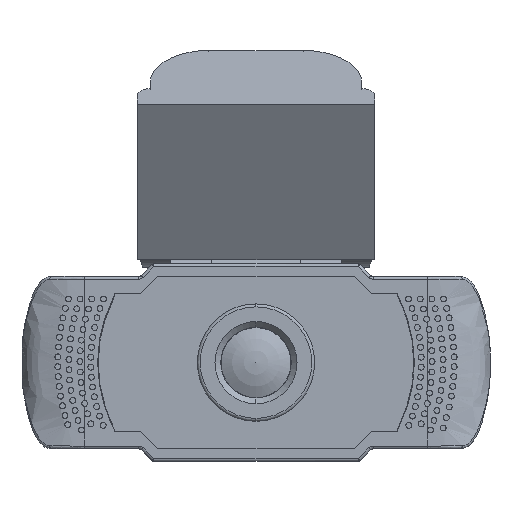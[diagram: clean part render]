
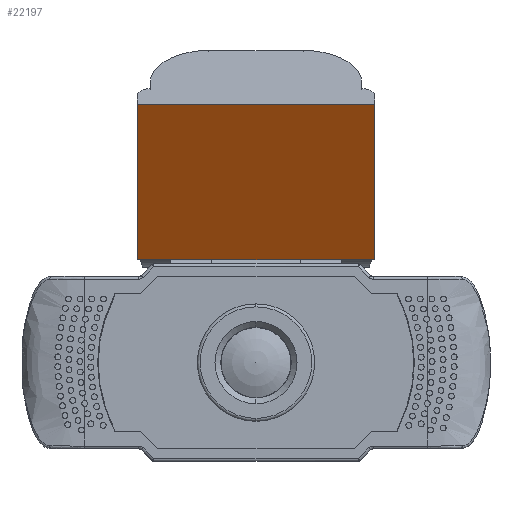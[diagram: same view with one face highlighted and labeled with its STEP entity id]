
A CAD part, front view. The second image highlights one B-rep face of the part: STEP entity #22197.
In plain terms, the highlighted face is planar.
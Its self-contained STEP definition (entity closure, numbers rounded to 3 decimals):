
#1199 = DIRECTION ( 'NONE',  ( -1., 0., 0. ) ) ;
#1362 = CARTESIAN_POINT ( 'NONE',  ( -20.25, 4.5, 6.987 ) ) ;
#1377 = CARTESIAN_POINT ( 'NONE',  ( 20.25, 4.5, 6.987 ) ) ;
#1770 = ORIENTED_EDGE ( 'NONE', *, *, #6106, .F. ) ;
#1871 = DIRECTION ( 'NONE',  ( 0., 1., 0. ) ) ;
#2060 = EDGE_CURVE ( 'NONE', #5427, #9161, #13647, .T. ) ;
#3624 = LINE ( 'NONE', #6123, #6096 ) ;
#3701 = VERTEX_POINT ( 'NONE', #1377 ) ;
#4813 = AXIS2_PLACEMENT_3D ( 'NONE', #7576, #5569, #21793 ) ;
#5427 = VERTEX_POINT ( 'NONE', #24023 ) ;
#5569 = DIRECTION ( 'NONE',  ( 0., 0., 1. ) ) ;
#5847 = ORIENTED_EDGE ( 'NONE', *, *, #13461, .T. ) ;
#6096 = VECTOR ( 'NONE', #1871, 1000. ) ;
#6106 = EDGE_CURVE ( 'NONE', #10918, #25453, #8419, .T. ) ;
#6123 = CARTESIAN_POINT ( 'NONE',  ( -20.25, -43.923, 6.987 ) ) ;
#6306 = EDGE_CURVE ( 'NONE', #18942, #5427, #3624, .T. ) ;
#6582 = LINE ( 'NONE', #1362, #12891 ) ;
#6840 = ORIENTED_EDGE ( 'NONE', *, *, #2060, .F. ) ;
#6908 = LINE ( 'NONE', #15169, #20175 ) ;
#7576 = CARTESIAN_POINT ( 'NONE',  ( 0., -43.923, 6.987 ) ) ;
#7628 = EDGE_CURVE ( 'NONE', #3701, #10918, #6908, .T. ) ;
#8153 = LINE ( 'NONE', #12141, #11623 ) ;
#8419 = LINE ( 'NONE', #22635, #12067 ) ;
#9161 = VERTEX_POINT ( 'NONE', #20822 ) ;
#10918 = VERTEX_POINT ( 'NONE', #16175 ) ;
#11623 = VECTOR ( 'NONE', #26115, 1000. ) ;
#11768 = DIRECTION ( 'NONE',  ( 1., 0., 0. ) ) ;
#12067 = VECTOR ( 'NONE', #22501, 1000. ) ;
#12141 = CARTESIAN_POINT ( 'NONE',  ( 20.25, -43.923, 6.987 ) ) ;
#12443 = ORIENTED_EDGE ( 'NONE', *, *, #7628, .F. ) ;
#12891 = VECTOR ( 'NONE', #22802, 1000. ) ;
#13461 = EDGE_CURVE ( 'NONE', #3701, #9161, #8153, .T. ) ;
#13647 = LINE ( 'NONE', #26254, #25137 ) ;
#14858 = EDGE_CURVE ( 'NONE', #25453, #18942, #6582, .T. ) ;
#15169 = CARTESIAN_POINT ( 'NONE',  ( -20.25, 4.5, 6.987 ) ) ;
#15810 = FACE_OUTER_BOUND ( 'NONE', #21739, .T. ) ;
#16175 = CARTESIAN_POINT ( 'NONE',  ( 7.5, 4.5, 6.987 ) ) ;
#17214 = ORIENTED_EDGE ( 'NONE', *, *, #14858, .F. ) ;
#17407 = PLANE ( 'NONE',  #4813 ) ;
#18942 = VERTEX_POINT ( 'NONE', #26328 ) ;
#20175 = VECTOR ( 'NONE', #1199, 1000. ) ;
#20286 = CARTESIAN_POINT ( 'NONE',  ( -7.5, 4.5, 6.987 ) ) ;
#20822 = CARTESIAN_POINT ( 'NONE',  ( 20.25, 36., 6.987 ) ) ;
#21739 = EDGE_LOOP ( 'NONE', ( #12443, #5847, #6840, #22974, #17214, #1770 ) ) ;
#21793 = DIRECTION ( 'NONE',  ( 1., 0., 0. ) ) ;
#22197 = ADVANCED_FACE ( 'NONE', ( #15810 ), #17407, .T. ) ;
#22501 = DIRECTION ( 'NONE',  ( -1., 0., 0. ) ) ;
#22635 = CARTESIAN_POINT ( 'NONE',  ( -20.25, 4.5, 6.987 ) ) ;
#22802 = DIRECTION ( 'NONE',  ( -1., 0., 0. ) ) ;
#22974 = ORIENTED_EDGE ( 'NONE', *, *, #6306, .F. ) ;
#24023 = CARTESIAN_POINT ( 'NONE',  ( -20.25, 36., 6.987 ) ) ;
#25137 = VECTOR ( 'NONE', #11768, 1000. ) ;
#25453 = VERTEX_POINT ( 'NONE', #20286 ) ;
#26115 = DIRECTION ( 'NONE',  ( 0., 1., 0. ) ) ;
#26254 = CARTESIAN_POINT ( 'NONE',  ( 0., 36., 6.987 ) ) ;
#26328 = CARTESIAN_POINT ( 'NONE',  ( -20.25, 4.5, 6.987 ) ) ;
